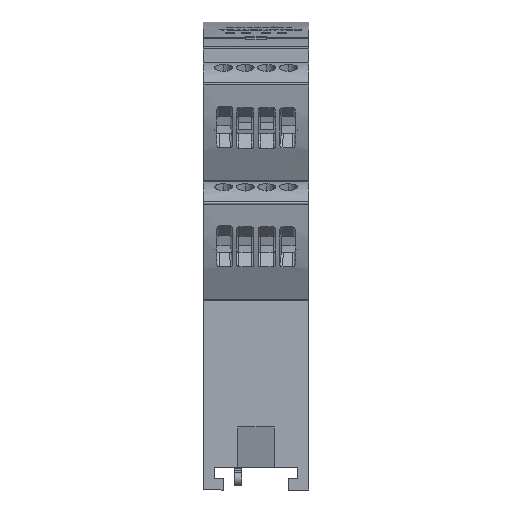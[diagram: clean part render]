
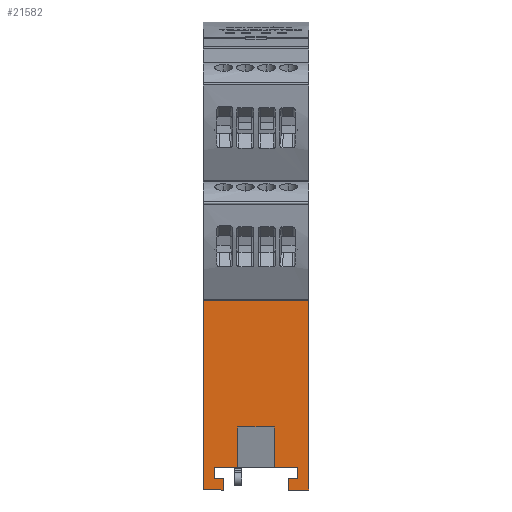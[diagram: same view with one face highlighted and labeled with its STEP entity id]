
A CAD part, front view. The second image highlights one B-rep face of the part: STEP entity #21582.
In plain terms, the highlighted planar face has unit normal (0, -1, 0).
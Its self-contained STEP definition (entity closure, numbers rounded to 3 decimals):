
#886 = CARTESIAN_POINT ( 'NONE',  ( 11.75, -45., -56. ) ) ;
#1304 = VECTOR ( 'NONE', #27420, 1000. ) ;
#1665 = ORIENTED_EDGE ( 'NONE', *, *, #54669, .F. ) ;
#1743 = CARTESIAN_POINT ( 'NONE',  ( -11.45, -45., -56. ) ) ;
#1887 = DIRECTION ( 'NONE',  ( -1., 0., 0. ) ) ;
#2312 = DIRECTION ( 'NONE',  ( 0., 0., -1. ) ) ;
#2313 = DIRECTION ( 'NONE',  ( 0., 0., 1. ) ) ;
#2494 = DIRECTION ( 'NONE',  ( -1., 0., 0. ) ) ;
#2626 = DIRECTION ( 'NONE',  ( -1., 0., 0. ) ) ;
#3467 = VERTEX_POINT ( 'NONE', #13968 ) ;
#3490 = VERTEX_POINT ( 'NONE', #886 ) ;
#3520 = DIRECTION ( 'NONE',  ( 1., 0., 0. ) ) ;
#3830 = EDGE_CURVE ( 'NONE', #28212, #17943, #44927, .T. ) ;
#3901 = CARTESIAN_POINT ( 'NONE',  ( -4., -45., -93. ) ) ;
#3959 = CARTESIAN_POINT ( 'NONE',  ( 4., -45., -93. ) ) ;
#4604 = DIRECTION ( 'NONE',  ( 1., 0., 0. ) ) ;
#4939 = DIRECTION ( 'NONE',  ( 0., 0., -1. ) ) ;
#5098 = CARTESIAN_POINT ( 'NONE',  ( 11.75, -45., -98. ) ) ;
#5221 = VERTEX_POINT ( 'NONE', #37384 ) ;
#5504 = CARTESIAN_POINT ( 'NONE',  ( -7.25, -45., -95.5 ) ) ;
#5981 = EDGE_CURVE ( 'NONE', #26560, #23978, #52229, .T. ) ;
#6008 = ORIENTED_EDGE ( 'NONE', *, *, #40007, .F. ) ;
#6235 = EDGE_CURVE ( 'NONE', #18483, #5221, #23576, .T. ) ;
#6422 = EDGE_CURVE ( 'NONE', #49431, #3467, #28975, .T. ) ;
#6662 = LINE ( 'NONE', #3901, #52299 ) ;
#6953 = VECTOR ( 'NONE', #55755, 1000. ) ;
#7475 = LINE ( 'NONE', #1743, #26521 ) ;
#7932 = CARTESIAN_POINT ( 'NONE',  ( -9.25, -45., -93. ) ) ;
#8299 = CARTESIAN_POINT ( 'NONE',  ( 9.25, -45., -93. ) ) ;
#9017 = VECTOR ( 'NONE', #2313, 1000. ) ;
#9336 = EDGE_CURVE ( 'NONE', #20044, #27275, #12603, .T. ) ;
#12603 = LINE ( 'NONE', #48394, #45331 ) ;
#12625 = CARTESIAN_POINT ( 'NONE',  ( 11.75, -45., -98. ) ) ;
#12779 = CARTESIAN_POINT ( 'NONE',  ( 9.25, -45., -95.5 ) ) ;
#12819 = ORIENTED_EDGE ( 'NONE', *, *, #5981, .T. ) ;
#13968 = CARTESIAN_POINT ( 'NONE',  ( -4., -45., -84. ) ) ;
#14202 = LINE ( 'NONE', #49143, #1304 ) ;
#15211 = CARTESIAN_POINT ( 'NONE',  ( 7.25, -45., -98. ) ) ;
#15380 = CARTESIAN_POINT ( 'NONE',  ( 4., -45., -84. ) ) ;
#15425 = EDGE_CURVE ( 'NONE', #19094, #43428, #35530, .T. ) ;
#15591 = LINE ( 'NONE', #19793, #19692 ) ;
#16212 = ORIENTED_EDGE ( 'NONE', *, *, #33281, .T. ) ;
#17429 = VECTOR ( 'NONE', #1887, 1000. ) ;
#17943 = VERTEX_POINT ( 'NONE', #12625 ) ;
#18216 = DIRECTION ( 'NONE',  ( 1., 0., 0. ) ) ;
#18293 = VERTEX_POINT ( 'NONE', #32451 ) ;
#18483 = VERTEX_POINT ( 'NONE', #50260 ) ;
#19094 = VERTEX_POINT ( 'NONE', #12779 ) ;
#19322 = VERTEX_POINT ( 'NONE', #32021 ) ;
#19692 = VECTOR ( 'NONE', #32747, 1000. ) ;
#19793 = CARTESIAN_POINT ( 'NONE',  ( 11.75, -45., -56. ) ) ;
#20044 = VERTEX_POINT ( 'NONE', #7932 ) ;
#21582 = ADVANCED_FACE ( 'NONE', ( #46523 ), #35311, .F. ) ;
#21867 = ORIENTED_EDGE ( 'NONE', *, *, #15425, .T. ) ;
#23353 = ORIENTED_EDGE ( 'NONE', *, *, #51450, .T. ) ;
#23576 = LINE ( 'NONE', #40515, #17429 ) ;
#23978 = VERTEX_POINT ( 'NONE', #35018 ) ;
#24804 = CARTESIAN_POINT ( 'NONE',  ( -7.25, -45., -98. ) ) ;
#25557 = VECTOR ( 'NONE', #2626, 1000. ) ;
#26231 = LINE ( 'NONE', #35406, #45353 ) ;
#26473 = CARTESIAN_POINT ( 'NONE',  ( 4., -45., -93. ) ) ;
#26521 = VECTOR ( 'NONE', #2494, 1000. ) ;
#26560 = VERTEX_POINT ( 'NONE', #26473 ) ;
#27275 = VERTEX_POINT ( 'NONE', #40327 ) ;
#27420 = DIRECTION ( 'NONE',  ( 0., 0., 1. ) ) ;
#28212 = VERTEX_POINT ( 'NONE', #37530 ) ;
#28357 = ORIENTED_EDGE ( 'NONE', *, *, #53622, .T. ) ;
#28568 = ORIENTED_EDGE ( 'NONE', *, *, #48038, .T. ) ;
#28844 = CARTESIAN_POINT ( 'NONE',  ( 4., -45., -84. ) ) ;
#28975 = LINE ( 'NONE', #28844, #25557 ) ;
#29654 = ORIENTED_EDGE ( 'NONE', *, *, #38659, .T. ) ;
#30132 = CARTESIAN_POINT ( 'NONE',  ( 7.25, -45., -95.5 ) ) ;
#30913 = DIRECTION ( 'NONE',  ( 0., 1., 0. ) ) ;
#31412 = EDGE_CURVE ( 'NONE', #43428, #28212, #45721, .T. ) ;
#32021 = CARTESIAN_POINT ( 'NONE',  ( -7.25, -45., -98. ) ) ;
#32451 = CARTESIAN_POINT ( 'NONE',  ( -11.75, -45., -56. ) ) ;
#32747 = DIRECTION ( 'NONE',  ( 0., 0., 1. ) ) ;
#33281 = EDGE_CURVE ( 'NONE', #5221, #20044, #14202, .T. ) ;
#34505 = EDGE_LOOP ( 'NONE', ( #1665, #12819, #29654, #21867, #39953, #52365, #28568, #52327, #6008, #28357, #23353, #50190, #16212, #50659, #46910, #46040 ) ) ;
#34933 = VECTOR ( 'NONE', #55599, 1000. ) ;
#35018 = CARTESIAN_POINT ( 'NONE',  ( 9.25, -45., -93. ) ) ;
#35311 = PLANE ( 'NONE',  #46760 ) ;
#35406 = CARTESIAN_POINT ( 'NONE',  ( 9.25, -45., -95.5 ) ) ;
#35419 = VECTOR ( 'NONE', #18216, 1000. ) ;
#35530 = LINE ( 'NONE', #38046, #6953 ) ;
#36732 = CARTESIAN_POINT ( 'NONE',  ( -11.75, -45., -56. ) ) ;
#37384 = CARTESIAN_POINT ( 'NONE',  ( -9.25, -45., -95.5 ) ) ;
#37530 = CARTESIAN_POINT ( 'NONE',  ( 7.25, -45., -98. ) ) ;
#38046 = CARTESIAN_POINT ( 'NONE',  ( 7.25, -45., -95.5 ) ) ;
#38659 = EDGE_CURVE ( 'NONE', #23978, #19094, #26231, .T. ) ;
#39368 = DIRECTION ( 'NONE',  ( 1., 0., 0. ) ) ;
#39953 = ORIENTED_EDGE ( 'NONE', *, *, #31412, .T. ) ;
#40007 = EDGE_CURVE ( 'NONE', #47875, #18293, #55428, .T. ) ;
#40327 = CARTESIAN_POINT ( 'NONE',  ( -4., -45., -93. ) ) ;
#40515 = CARTESIAN_POINT ( 'NONE',  ( -9.25, -45., -95.5 ) ) ;
#41136 = LINE ( 'NONE', #5504, #9017 ) ;
#42411 = DIRECTION ( 'NONE',  ( 0., 0., 1. ) ) ;
#43428 = VERTEX_POINT ( 'NONE', #30132 ) ;
#44927 = LINE ( 'NONE', #5098, #35419 ) ;
#45128 = EDGE_CURVE ( 'NONE', #27275, #3467, #6662, .T. ) ;
#45331 = VECTOR ( 'NONE', #4604, 1000. ) ;
#45353 = VECTOR ( 'NONE', #4939, 1000. ) ;
#45477 = DIRECTION ( 'NONE',  ( 0., 0., 1. ) ) ;
#45721 = LINE ( 'NONE', #15211, #53919 ) ;
#46040 = ORIENTED_EDGE ( 'NONE', *, *, #6422, .F. ) ;
#46354 = VECTOR ( 'NONE', #3520, 1000. ) ;
#46523 = FACE_OUTER_BOUND ( 'NONE', #34505, .T. ) ;
#46760 = AXIS2_PLACEMENT_3D ( 'NONE', #52094, #30913, #48078 ) ;
#46910 = ORIENTED_EDGE ( 'NONE', *, *, #45128, .T. ) ;
#47875 = VERTEX_POINT ( 'NONE', #49123 ) ;
#48038 = EDGE_CURVE ( 'NONE', #17943, #3490, #15591, .T. ) ;
#48078 = DIRECTION ( 'NONE',  ( 0., 0., 1. ) ) ;
#48394 = CARTESIAN_POINT ( 'NONE',  ( 9.25, -45., -93. ) ) ;
#49123 = CARTESIAN_POINT ( 'NONE',  ( -11.75, -45., -98. ) ) ;
#49143 = CARTESIAN_POINT ( 'NONE',  ( -9.25, -45., -93. ) ) ;
#49431 = VERTEX_POINT ( 'NONE', #15380 ) ;
#49489 = VECTOR ( 'NONE', #39368, 1000. ) ;
#50190 = ORIENTED_EDGE ( 'NONE', *, *, #6235, .T. ) ;
#50260 = CARTESIAN_POINT ( 'NONE',  ( -7.25, -45., -95.5 ) ) ;
#50659 = ORIENTED_EDGE ( 'NONE', *, *, #9336, .T. ) ;
#51450 = EDGE_CURVE ( 'NONE', #19322, #18483, #41136, .T. ) ;
#52094 = CARTESIAN_POINT ( 'NONE',  ( 0., -45., 0. ) ) ;
#52229 = LINE ( 'NONE', #8299, #49489 ) ;
#52299 = VECTOR ( 'NONE', #42411, 1000. ) ;
#52327 = ORIENTED_EDGE ( 'NONE', *, *, #52959, .T. ) ;
#52365 = ORIENTED_EDGE ( 'NONE', *, *, #3830, .T. ) ;
#52959 = EDGE_CURVE ( 'NONE', #3490, #18293, #7475, .T. ) ;
#53622 = EDGE_CURVE ( 'NONE', #47875, #19322, #53851, .T. ) ;
#53851 = LINE ( 'NONE', #24804, #46354 ) ;
#53919 = VECTOR ( 'NONE', #2312, 1000. ) ;
#54063 = VECTOR ( 'NONE', #45477, 1000. ) ;
#54669 = EDGE_CURVE ( 'NONE', #26560, #49431, #54697, .T. ) ;
#54697 = LINE ( 'NONE', #3959, #34933 ) ;
#55428 = LINE ( 'NONE', #36732, #54063 ) ;
#55599 = DIRECTION ( 'NONE',  ( 0., 0., 1. ) ) ;
#55755 = DIRECTION ( 'NONE',  ( -1., 0., 0. ) ) ;
